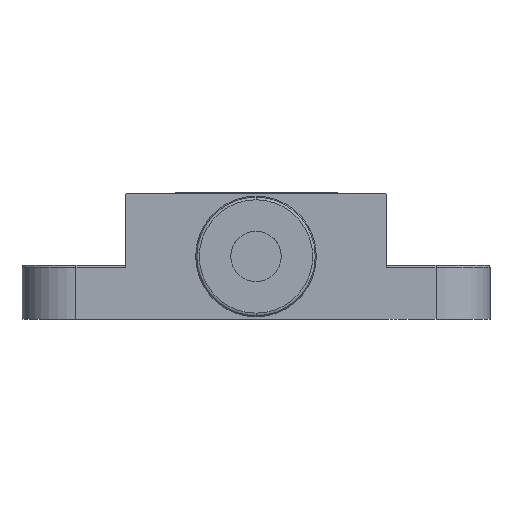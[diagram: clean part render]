
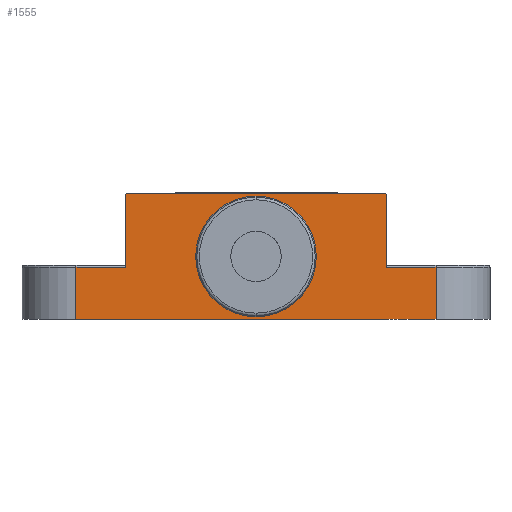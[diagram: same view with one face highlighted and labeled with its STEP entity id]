
A CAD part, front view. The second image highlights one B-rep face of the part: STEP entity #1555.
In plain terms, the highlighted planar face has unit normal (0, -1, 0).
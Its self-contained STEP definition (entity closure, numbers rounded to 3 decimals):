
#129=DIRECTION('',(-1.,0.,0.));
#130=VECTOR('',#129,20.);
#131=CARTESIAN_POINT('',(32.865,6.37,-3.525));
#132=LINE('',#131,#130);
#133=CARTESIAN_POINT('',(15.715,6.37,3.375));
#134=DIRECTION('',(0.,1.,0.));
#135=DIRECTION('',(-1.,0.,0.));
#136=AXIS2_PLACEMENT_3D('',#133,#134,#135);
#138=CARTESIAN_POINT('',(15.715,6.37,3.375));
#139=DIRECTION('',(0.,1.,0.));
#140=DIRECTION('',(-0.707,0.,0.707));
#141=AXIS2_PLACEMENT_3D('',#138,#139,#140);
#143=DIRECTION('',(1.,0.,0.));
#144=VECTOR('',#143,14.3);
#145=CARTESIAN_POINT('',(15.715,6.37,3.475));
#146=LINE('',#145,#144);
#147=CARTESIAN_POINT('',(30.015,6.37,3.375));
#148=DIRECTION('',(0.,1.,0.));
#149=DIRECTION('',(0.,0.,1.));
#150=AXIS2_PLACEMENT_3D('',#147,#148,#149);
#152=CARTESIAN_POINT('',(30.015,6.37,3.375));
#153=DIRECTION('',(0.,1.,0.));
#154=DIRECTION('',(0.707,0.,0.707));
#155=AXIS2_PLACEMENT_3D('',#152,#153,#154);
#157=CARTESIAN_POINT('',(22.865,6.37,-0.025));
#158=DIRECTION('',(0.,-1.,0.));
#159=DIRECTION('',(-1.,0.,0.));
#160=AXIS2_PLACEMENT_3D('',#157,#158,#159);
#162=CARTESIAN_POINT('',(22.865,6.37,-0.025));
#163=DIRECTION('',(0.,-1.,0.));
#164=DIRECTION('',(1.,0.,0.));
#165=AXIS2_PLACEMENT_3D('',#162,#163,#164);
#188=DIRECTION('',(0.,0.,1.));
#189=VECTOR('',#188,4.);
#190=CARTESIAN_POINT('',(30.115,6.37,-0.625));
#191=LINE('',#190,#189);
#242=DIRECTION('',(0.,0.,-1.));
#243=VECTOR('',#242,4.);
#244=CARTESIAN_POINT('',(15.615,6.37,3.375));
#245=LINE('',#244,#243);
#275=DIRECTION('',(-1.,0.,0.));
#276=VECTOR('',#275,2.75);
#277=CARTESIAN_POINT('',(15.615,6.37,-0.625));
#278=LINE('',#277,#276);
#386=DIRECTION('',(0.,0.,-1.));
#387=VECTOR('',#386,2.9);
#388=CARTESIAN_POINT('',(12.865,6.37,-0.625));
#389=LINE('',#388,#387);
#398=DIRECTION('',(0.,0.,1.));
#399=VECTOR('',#398,2.9);
#400=CARTESIAN_POINT('',(32.865,6.37,-3.525));
#401=LINE('',#400,#399);
#436=DIRECTION('',(-1.,0.,0.));
#437=VECTOR('',#436,2.75);
#438=CARTESIAN_POINT('',(32.865,6.37,-0.625));
#439=LINE('',#438,#437);
#985=CARTESIAN_POINT('',(19.515,6.37,-0.025));
#986=VERTEX_POINT('',#985);
#987=CARTESIAN_POINT('',(26.215,6.37,-0.025));
#988=VERTEX_POINT('',#987);
#989=CARTESIAN_POINT('',(30.115,6.37,-0.625));
#990=CARTESIAN_POINT('',(30.115,6.37,3.375));
#991=VERTEX_POINT('',#989);
#992=VERTEX_POINT('',#990);
#993=CARTESIAN_POINT('',(32.865,6.37,-0.625));
#994=VERTEX_POINT('',#993);
#995=CARTESIAN_POINT('',(32.865,6.37,-3.525));
#996=VERTEX_POINT('',#995);
#997=CARTESIAN_POINT('',(12.865,6.37,-3.525));
#998=VERTEX_POINT('',#997);
#999=CARTESIAN_POINT('',(12.865,6.37,-0.625));
#1000=VERTEX_POINT('',#999);
#1001=CARTESIAN_POINT('',(15.615,6.37,-0.625));
#1002=VERTEX_POINT('',#1001);
#1003=CARTESIAN_POINT('',(15.615,6.37,3.375));
#1004=VERTEX_POINT('',#1003);
#1005=CARTESIAN_POINT('',(15.645,6.37,3.446));
#1006=CARTESIAN_POINT('',(15.715,6.37,3.475));
#1007=VERTEX_POINT('',#1005);
#1008=VERTEX_POINT('',#1006);
#1009=CARTESIAN_POINT('',(30.015,6.37,3.475));
#1010=VERTEX_POINT('',#1009);
#1011=CARTESIAN_POINT('',(30.086,6.37,3.446));
#1012=VERTEX_POINT('',#1011);
#1523=CARTESIAN_POINT('',(12.865,6.37,-3.525));
#1524=DIRECTION('',(0.,-1.,0.));
#1525=DIRECTION('',(1.,0.,0.));
#1526=AXIS2_PLACEMENT_3D('',#1523,#1524,#1525);
#1527=PLANE('',#1526);
#1529=ORIENTED_EDGE('',*,*,#1528,.F.);
#1531=ORIENTED_EDGE('',*,*,#1530,.F.);
#1533=ORIENTED_EDGE('',*,*,#1532,.F.);
#1535=ORIENTED_EDGE('',*,*,#1534,.T.);
#1537=ORIENTED_EDGE('',*,*,#1536,.F.);
#1539=ORIENTED_EDGE('',*,*,#1538,.F.);
#1541=ORIENTED_EDGE('',*,*,#1540,.F.);
#1542=ORIENTED_EDGE('',*,*,#1513,.T.);
#1543=ORIENTED_EDGE('',*,*,#1511,.T.);
#1544=ORIENTED_EDGE('',*,*,#1438,.T.);
#1545=ORIENTED_EDGE('',*,*,#1469,.T.);
#1546=ORIENTED_EDGE('',*,*,#1467,.T.);
#1547=EDGE_LOOP('',(#1529,#1531,#1533,#1535,#1537,#1539,#1541,#1542,#1543,#1544,
#1545,#1546));
#1548=FACE_OUTER_BOUND('',#1547,.F.);
#1550=ORIENTED_EDGE('',*,*,#1549,.T.);
#1552=ORIENTED_EDGE('',*,*,#1551,.T.);
#1553=EDGE_LOOP('',(#1550,#1552));
#1554=FACE_BOUND('',#1553,.F.);
#137=CIRCLE('',#136,0.1);
#142=CIRCLE('',#141,0.1);
#151=CIRCLE('',#150,0.1);
#156=CIRCLE('',#155,0.1);
#161=CIRCLE('',#160,3.35);
#166=CIRCLE('',#165,3.35);
#1438=EDGE_CURVE('',#1008,#1010,#146,.T.);
#1467=EDGE_CURVE('',#1012,#992,#156,.T.);
#1469=EDGE_CURVE('',#1010,#1012,#151,.T.);
#1511=EDGE_CURVE('',#1007,#1008,#142,.T.);
#1513=EDGE_CURVE('',#1004,#1007,#137,.T.);
#1528=EDGE_CURVE('',#991,#992,#191,.T.);
#1530=EDGE_CURVE('',#994,#991,#439,.T.);
#1532=EDGE_CURVE('',#996,#994,#401,.T.);
#1534=EDGE_CURVE('',#996,#998,#132,.T.);
#1536=EDGE_CURVE('',#1000,#998,#389,.T.);
#1538=EDGE_CURVE('',#1002,#1000,#278,.T.);
#1540=EDGE_CURVE('',#1004,#1002,#245,.T.);
#1549=EDGE_CURVE('',#986,#988,#161,.T.);
#1551=EDGE_CURVE('',#988,#986,#166,.T.);
#1555=ADVANCED_FACE('',(#1548,#1554),#1527,.T.);
